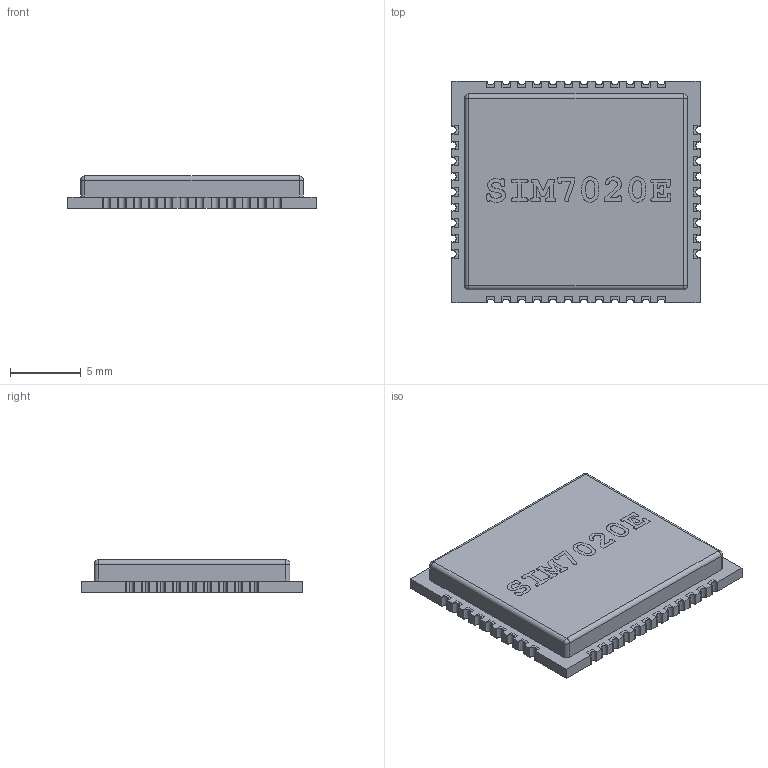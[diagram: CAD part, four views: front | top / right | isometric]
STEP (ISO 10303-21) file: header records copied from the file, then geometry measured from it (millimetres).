
FILE_DESCRIPTION(('FreeCAD Model'),'2;1');
FILE_NAME('SIM7020.step', '2018-11-28T21:13:24',('Author'),(''), 'Open CASCADE STEP processor 7.3','FreeCAD','Unknown');
FILE_SCHEMA(('AUTOMOTIVE_DESIGN_CC2 { 1 2 10303 214 -1 1 5 4 }'));
Length unit declared in the file: millimetre
Products named in the file (7): Cut001; Array002_(Mirror_#1); Array002; Array003_(Mirror_#2); Array003; Fillet; ShapeString
Bounding box: 17.6 x 15.7 x 2.32 mm (x, y, z)
Volume: 545.6 mm3; surface area: 1238 mm2
Topology: 44 solids, 52 shells, 554 faces, 1584 edges, 1122 vertices
Faces by surface type: plane 482, cylinder 68, sphere 4
Entity records: 37656 total; most frequent: CARTESIAN_POINT 7269, DIRECTION 5317, LINE 3872, VECTOR 3872, ORIENTED_EDGE 2942, PCURVE 2942, DEFINITIONAL_REPRESENTATION 2942, EDGE_CURVE 1580
